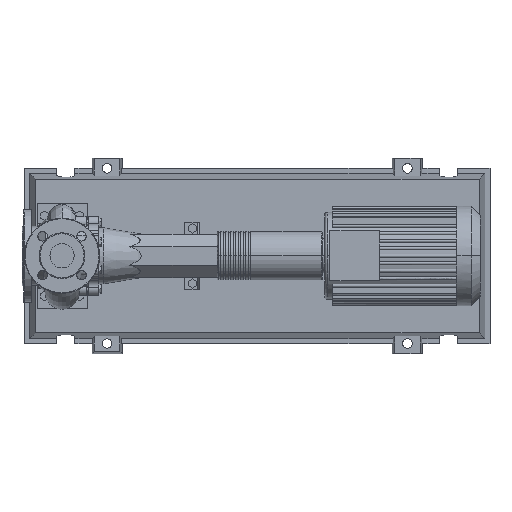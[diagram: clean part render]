
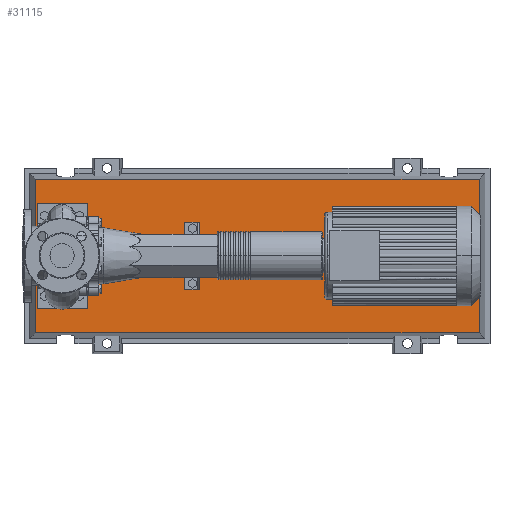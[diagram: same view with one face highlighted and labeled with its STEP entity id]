
A CAD part, top view. The second image highlights one B-rep face of the part: STEP entity #31115.
In plain terms, the highlighted planar face has unit normal (0, 0, 1).
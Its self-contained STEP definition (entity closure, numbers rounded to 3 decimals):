
#30796=CARTESIAN_POINT('',(833.292,-153.292,83.0));
#30797=VERTEX_POINT('',#30796);
#30804=CARTESIAN_POINT('',(-53.292,-153.292,83.0));
#30805=VERTEX_POINT('',#30804);
#30806=CARTESIAN_POINT('',(833.292,-153.292,83.0));
#30807=DIRECTION('',(-1.0,0.0,0.0));
#30808=VECTOR('',#30807,886.584);
#30809=LINE('',#30806,#30808);
#30810=EDGE_CURVE('',#30797,#30805,#30809,.T.);
#31028=CARTESIAN_POINT('',(833.292,153.292,83.0));
#31029=VERTEX_POINT('',#31028);
#31030=CARTESIAN_POINT('',(833.292,153.292,83.0));
#31031=DIRECTION('',(0.0,-1.0,0.0));
#31032=VECTOR('',#31031,306.584);
#31033=LINE('',#31030,#31032);
#31034=EDGE_CURVE('',#31029,#30797,#31033,.T.);
#31052=CARTESIAN_POINT('',(-53.292,153.292,83.0));
#31053=VERTEX_POINT('',#31052);
#31054=CARTESIAN_POINT('',(-53.292,-153.292,83.0));
#31055=DIRECTION('',(0.0,1.0,0.0));
#31056=VECTOR('',#31055,306.584);
#31057=LINE('',#31054,#31056);
#31058=EDGE_CURVE('',#30805,#31053,#31057,.T.);
#31091=CARTESIAN_POINT('',(-53.292,153.292,83.0));
#31092=DIRECTION('',(1.0,0.0,0.0));
#31093=VECTOR('',#31092,886.584);
#31094=LINE('',#31091,#31093);
#31095=EDGE_CURVE('',#31053,#31029,#31094,.T.);
#31104=CARTESIAN_POINT('',(390.,0.,83.0));
#31105=DIRECTION('',(0.0,0.0,1.0));
#31106=DIRECTION('',(1.0,0.0,0.0));
#31107=AXIS2_PLACEMENT_3D('',#31104,#31105,#31106);
#31108=PLANE('',#31107);
#31109=ORIENTED_EDGE('',*,*,#31034,.F.);
#31110=ORIENTED_EDGE('',*,*,#31095,.F.);
#31111=ORIENTED_EDGE('',*,*,#31058,.F.);
#31112=ORIENTED_EDGE('',*,*,#30810,.F.);
#31113=EDGE_LOOP('',(#31109,#31110,#31111,#31112));
#31114=FACE_OUTER_BOUND('',#31113,.T.);
#31115=ADVANCED_FACE('',(#31114),#31108,.T.);
